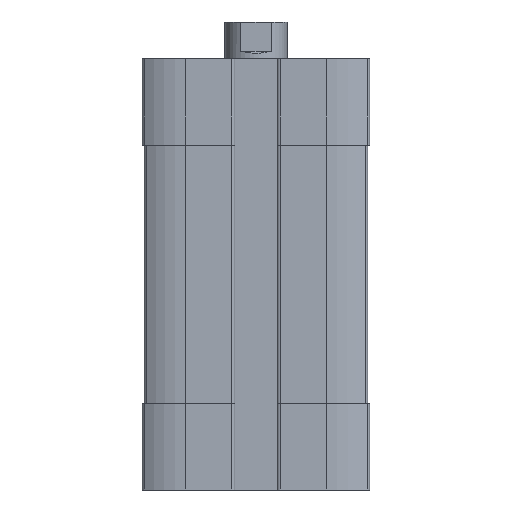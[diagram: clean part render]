
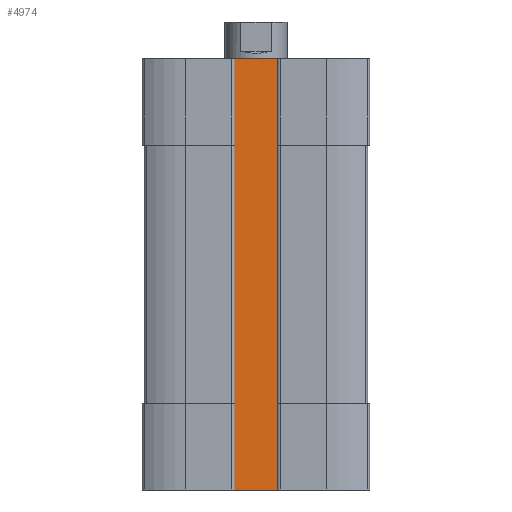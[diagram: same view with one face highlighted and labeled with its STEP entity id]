
A CAD part, front view. The second image highlights one B-rep face of the part: STEP entity #4974.
In plain terms, the highlighted planar face has unit normal (0, -1, 0).
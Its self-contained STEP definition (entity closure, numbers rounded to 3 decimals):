
#45=PLANE('',#5366);
#283=LINE('',#7743,#687);
#284=LINE('',#7745,#688);
#285=LINE('',#7747,#689);
#286=LINE('',#7749,#690);
#687=VECTOR('',#6059,1000.);
#688=VECTOR('',#6062,1000.);
#689=VECTOR('',#6063,1000.);
#690=VECTOR('',#6064,1000.);
#1424=ORIENTED_EDGE('',*,*,#2828,.F.);
#1425=ORIENTED_EDGE('',*,*,#2827,.F.);
#1426=ORIENTED_EDGE('',*,*,#2829,.T.);
#1427=ORIENTED_EDGE('',*,*,#2830,.T.);
#2827=EDGE_CURVE('',#3514,#3513,#283,.T.);
#2828=EDGE_CURVE('',#3513,#3515,#284,.T.);
#2829=EDGE_CURVE('',#3514,#3516,#285,.T.);
#2830=EDGE_CURVE('',#3516,#3515,#286,.T.);
#3513=VERTEX_POINT('',#7740);
#3514=VERTEX_POINT('',#7742);
#3515=VERTEX_POINT('',#7746);
#3516=VERTEX_POINT('',#7748);
#4151=EDGE_LOOP('',(#1424,#1425,#1426,#1427));
#4557=FACE_BOUND('',#4151,.T.);
#4974=ADVANCED_FACE('',(#4557),#45,.T.);
#5366=AXIS2_PLACEMENT_3D('',#7744,#6060,#6061);
#6059=DIRECTION('',(0.,0.,1.));
#6060=DIRECTION('',(0.,-1.,0.));
#6061=DIRECTION('',(0.,0.,-1.));
#6062=DIRECTION('',(1.,0.,0.));
#6063=DIRECTION('',(1.,0.,0.));
#6064=DIRECTION('',(0.,0.,1.));
#7740=CARTESIAN_POINT('',(-3.,-9.3,0.));
#7742=CARTESIAN_POINT('',(-3.,-9.3,-55.));
#7743=CARTESIAN_POINT('',(-3.,-9.3,-55.));
#7744=CARTESIAN_POINT('',(-3.,-9.3,-55.));
#7745=CARTESIAN_POINT('',(-3.,-9.3,0.));
#7746=CARTESIAN_POINT('',(3.,-9.3,0.));
#7747=CARTESIAN_POINT('',(-3.,-9.3,-55.));
#7748=CARTESIAN_POINT('',(3.,-9.3,-55.));
#7749=CARTESIAN_POINT('',(3.,-9.3,-55.));
